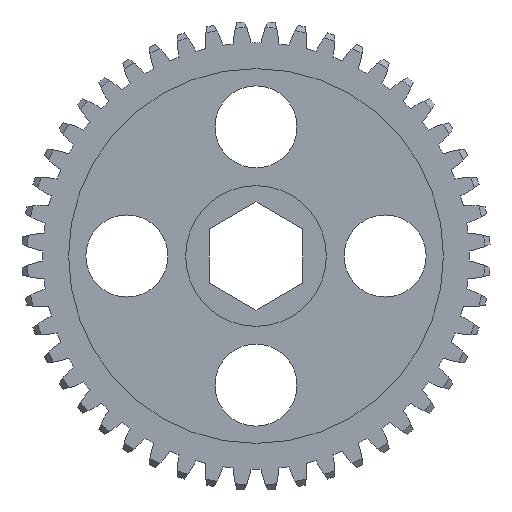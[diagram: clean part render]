
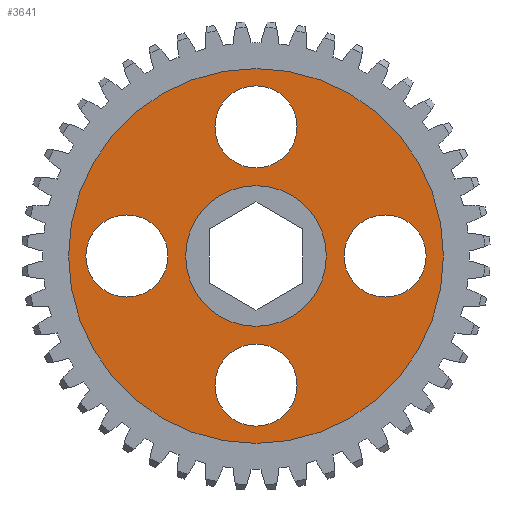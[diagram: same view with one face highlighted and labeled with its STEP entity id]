
A CAD part, left-side view. The second image highlights one B-rep face of the part: STEP entity #3641.
In plain terms, the highlighted planar face has unit normal (-1, 0, 0).
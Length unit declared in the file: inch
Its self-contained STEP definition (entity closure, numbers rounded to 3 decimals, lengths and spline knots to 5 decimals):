
#22 = ORIENTED_EDGE ( 'NONE', *, *, #7077, .F. ) ;
#212 = DIRECTION ( 'NONE',  ( 1., 0., 0. ) ) ;
#221 = ORIENTED_EDGE ( 'NONE', *, *, #5998, .T. ) ;
#275 = DIRECTION ( 'NONE',  ( 1., 0., 0. ) ) ;
#445 = PLANE ( 'NONE',  #1999 ) ;
#482 = DIRECTION ( 'NONE',  ( 1., 0., 0. ) ) ;
#521 = CARTESIAN_POINT ( 'NONE',  ( 0.1375, 0., -0.68898 ) ) ;
#667 = AXIS2_PLACEMENT_3D ( 'NONE', #8316, #482, #3991 ) ;
#804 = CARTESIAN_POINT ( 'NONE',  ( 0.1375, -0.68898, 0. ) ) ;
#824 = CARTESIAN_POINT ( 'NONE',  ( 0.1375, 0., 0.47023 ) ) ;
#837 = DIRECTION ( 'NONE',  ( 1., 0., 0. ) ) ;
#862 = ORIENTED_EDGE ( 'NONE', *, *, #7215, .T. ) ;
#1064 = AXIS2_PLACEMENT_3D ( 'NONE', #1196, #4700, #8170 ) ;
#1196 = CARTESIAN_POINT ( 'NONE',  ( 0.1375, 0., -0.68898 ) ) ;
#1241 = CIRCLE ( 'NONE', #7622, 0.21875 ) ;
#1315 = FACE_BOUND ( 'NONE', #10464, .T. ) ;
#1406 = CIRCLE ( 'NONE', #7801, 0.21875 ) ;
#1670 = CARTESIAN_POINT ( 'NONE',  ( 0.1375, 0., 0.68898 ) ) ;
#1946 = CARTESIAN_POINT ( 'NONE',  ( 0.1375, 0., -1. ) ) ;
#1994 = AXIS2_PLACEMENT_3D ( 'NONE', #8037, #212, #3707 ) ;
#1999 = AXIS2_PLACEMENT_3D ( 'NONE', #3942, #7418, #10857 ) ;
#2046 = VERTEX_POINT ( 'NONE', #8352 ) ;
#2053 = EDGE_CURVE ( 'NONE', #2884, #4933, #1241, .T. ) ;
#2079 = CARTESIAN_POINT ( 'NONE',  ( 0.1375, -0.68898, 0.21875 ) ) ;
#2162 = FACE_BOUND ( 'NONE', #2634, .T. ) ;
#2390 = CIRCLE ( 'NONE', #3862, 0.21875 ) ;
#2423 = VERTEX_POINT ( 'NONE', #9209 ) ;
#2435 = CARTESIAN_POINT ( 'NONE',  ( 0.1375, 0., 0. ) ) ;
#2556 = DIRECTION ( 'NONE',  ( 1., 0., 0. ) ) ;
#2559 = VERTEX_POINT ( 'NONE', #824 ) ;
#2634 = EDGE_LOOP ( 'NONE', ( #6830, #862 ) ) ;
#2854 = CARTESIAN_POINT ( 'NONE',  ( 0.1375, 0.68898, 0.21875 ) ) ;
#2884 = VERTEX_POINT ( 'NONE', #8454 ) ;
#2897 = ORIENTED_EDGE ( 'NONE', *, *, #7183, .T. ) ;
#3002 = DIRECTION ( 'NONE',  ( 0., 0., -1. ) ) ;
#3149 = EDGE_CURVE ( 'NONE', #4933, #2884, #6001, .T. ) ;
#3465 = ORIENTED_EDGE ( 'NONE', *, *, #3831, .T. ) ;
#3548 = ORIENTED_EDGE ( 'NONE', *, *, #4845, .T. ) ;
#3586 = EDGE_CURVE ( 'NONE', #10853, #10416, #9446, .T. ) ;
#3641 = ADVANCED_FACE ( 'NONE', ( #2162, #5666, #9125, #1315, #4806, #8278 ), #445, .F. ) ;
#3707 = DIRECTION ( 'NONE',  ( 0., 0., -1. ) ) ;
#3739 = EDGE_LOOP ( 'NONE', ( #22, #4730 ) ) ;
#3770 = DIRECTION ( 'NONE',  ( 0., 0., -1. ) ) ;
#3831 = EDGE_CURVE ( 'NONE', #2046, #7302, #5493, .T. ) ;
#3862 = AXIS2_PLACEMENT_3D ( 'NONE', #1670, #5172, #8630 ) ;
#3942 = CARTESIAN_POINT ( 'NONE',  ( 0.1375, 0., 0. ) ) ;
#3957 = ORIENTED_EDGE ( 'NONE', *, *, #5855, .T. ) ;
#3976 = AXIS2_PLACEMENT_3D ( 'NONE', #2435, #5930, #9374 ) ;
#3991 = DIRECTION ( 'NONE',  ( 0., 0., -1. ) ) ;
#4027 = AXIS2_PLACEMENT_3D ( 'NONE', #4047, #7519, #10957 ) ;
#4037 = DIRECTION ( 'NONE',  ( 1., 0., 0. ) ) ;
#4047 = CARTESIAN_POINT ( 'NONE',  ( 0.1375, -0.68898, 0. ) ) ;
#4310 = DIRECTION ( 'NONE',  ( 1., 0., 0. ) ) ;
#4345 = DIRECTION ( 'NONE',  ( 0., 0., -1. ) ) ;
#4700 = DIRECTION ( 'NONE',  ( 1., 0., 0. ) ) ;
#4730 = ORIENTED_EDGE ( 'NONE', *, *, #5919, .F. ) ;
#4806 = FACE_OUTER_BOUND ( 'NONE', #3739, .T. ) ;
#4816 = CARTESIAN_POINT ( 'NONE',  ( 0.1375, 0., 1. ) ) ;
#4845 = EDGE_CURVE ( 'NONE', #7783, #2423, #1406, .T. ) ;
#4888 = AXIS2_PLACEMENT_3D ( 'NONE', #10339, #2556, #6049 ) ;
#4933 = VERTEX_POINT ( 'NONE', #9743 ) ;
#5172 = DIRECTION ( 'NONE',  ( 1., 0., 0. ) ) ;
#5242 = ORIENTED_EDGE ( 'NONE', *, *, #6847, .T. ) ;
#5493 = CIRCLE ( 'NONE', #6941, 0.375 ) ;
#5616 = CIRCLE ( 'NONE', #667, 1. ) ;
#5666 = FACE_BOUND ( 'NONE', #5911, .T. ) ;
#5855 = EDGE_CURVE ( 'NONE', #2559, #8041, #6921, .T. ) ;
#5911 = EDGE_LOOP ( 'NONE', ( #10524, #10231 ) ) ;
#5919 = EDGE_CURVE ( 'NONE', #8203, #8864, #8560, .T. ) ;
#5930 = DIRECTION ( 'NONE',  ( 1., 0., 0. ) ) ;
#5998 = EDGE_CURVE ( 'NONE', #2423, #7783, #8937, .T. ) ;
#6001 = CIRCLE ( 'NONE', #1064, 0.21875 ) ;
#6009 = AXIS2_PLACEMENT_3D ( 'NONE', #8110, #275, #3770 ) ;
#6049 = DIRECTION ( 'NONE',  ( 0., 0., -1. ) ) ;
#6106 = EDGE_LOOP ( 'NONE', ( #3465, #2897 ) ) ;
#6830 = ORIENTED_EDGE ( 'NONE', *, *, #3586, .T. ) ;
#6847 = EDGE_CURVE ( 'NONE', #8041, #2559, #2390, .T. ) ;
#6921 = CIRCLE ( 'NONE', #1994, 0.21875 ) ;
#6941 = AXIS2_PLACEMENT_3D ( 'NONE', #8671, #837, #4345 ) ;
#7077 = EDGE_CURVE ( 'NONE', #8864, #8203, #5616, .T. ) ;
#7183 = EDGE_CURVE ( 'NONE', #7302, #2046, #8887, .T. ) ;
#7215 = EDGE_CURVE ( 'NONE', #10416, #10853, #9778, .T. ) ;
#7302 = VERTEX_POINT ( 'NONE', #9664 ) ;
#7356 = CARTESIAN_POINT ( 'NONE',  ( 0.1375, 0., 0. ) ) ;
#7418 = DIRECTION ( 'NONE',  ( 1., 0., 0. ) ) ;
#7511 = DIRECTION ( 'NONE',  ( 0., 0., -1. ) ) ;
#7519 = DIRECTION ( 'NONE',  ( 1., 0., 0. ) ) ;
#7622 = AXIS2_PLACEMENT_3D ( 'NONE', #521, #4037, #7511 ) ;
#7777 = DIRECTION ( 'NONE',  ( 0., 0., -1. ) ) ;
#7783 = VERTEX_POINT ( 'NONE', #2079 ) ;
#7801 = AXIS2_PLACEMENT_3D ( 'NONE', #804, #4310, #7777 ) ;
#8037 = CARTESIAN_POINT ( 'NONE',  ( 0.1375, 0., 0.68898 ) ) ;
#8041 = VERTEX_POINT ( 'NONE', #9400 ) ;
#8110 = CARTESIAN_POINT ( 'NONE',  ( 0.1375, 0.68898, 0. ) ) ;
#8170 = DIRECTION ( 'NONE',  ( 0., 0., -1. ) ) ;
#8203 = VERTEX_POINT ( 'NONE', #1946 ) ;
#8278 = FACE_BOUND ( 'NONE', #6106, .T. ) ;
#8316 = CARTESIAN_POINT ( 'NONE',  ( 0.1375, 0., 0. ) ) ;
#8352 = CARTESIAN_POINT ( 'NONE',  ( 0.1375, 0., 0.375 ) ) ;
#8454 = CARTESIAN_POINT ( 'NONE',  ( 0.1375, 0., -0.90773 ) ) ;
#8560 = CIRCLE ( 'NONE', #9997, 1. ) ;
#8630 = DIRECTION ( 'NONE',  ( 0., 0., -1. ) ) ;
#8671 = CARTESIAN_POINT ( 'NONE',  ( 0.1375, 0., 0. ) ) ;
#8864 = VERTEX_POINT ( 'NONE', #4816 ) ;
#8887 = CIRCLE ( 'NONE', #3976, 0.375 ) ;
#8937 = CIRCLE ( 'NONE', #4027, 0.21875 ) ;
#9125 = FACE_BOUND ( 'NONE', #9670, .T. ) ;
#9209 = CARTESIAN_POINT ( 'NONE',  ( 0.1375, -0.68898, -0.21875 ) ) ;
#9374 = DIRECTION ( 'NONE',  ( 0., 0., -1. ) ) ;
#9400 = CARTESIAN_POINT ( 'NONE',  ( 0.1375, 0., 0.90773 ) ) ;
#9446 = CIRCLE ( 'NONE', #6009, 0.21875 ) ;
#9664 = CARTESIAN_POINT ( 'NONE',  ( 0.1375, 0., -0.375 ) ) ;
#9670 = EDGE_LOOP ( 'NONE', ( #221, #3548 ) ) ;
#9743 = CARTESIAN_POINT ( 'NONE',  ( 0.1375, 0., -0.47023 ) ) ;
#9778 = CIRCLE ( 'NONE', #4888, 0.21875 ) ;
#9987 = CARTESIAN_POINT ( 'NONE',  ( 0.1375, 0.68898, -0.21875 ) ) ;
#9997 = AXIS2_PLACEMENT_3D ( 'NONE', #7356, #10791, #3002 ) ;
#10231 = ORIENTED_EDGE ( 'NONE', *, *, #3149, .T. ) ;
#10339 = CARTESIAN_POINT ( 'NONE',  ( 0.1375, 0.68898, 0. ) ) ;
#10416 = VERTEX_POINT ( 'NONE', #2854 ) ;
#10464 = EDGE_LOOP ( 'NONE', ( #3957, #5242 ) ) ;
#10524 = ORIENTED_EDGE ( 'NONE', *, *, #2053, .T. ) ;
#10791 = DIRECTION ( 'NONE',  ( 1., 0., 0. ) ) ;
#10853 = VERTEX_POINT ( 'NONE', #9987 ) ;
#10857 = DIRECTION ( 'NONE',  ( 0., 0., -1. ) ) ;
#10957 = DIRECTION ( 'NONE',  ( 0., 0., -1. ) ) ;
